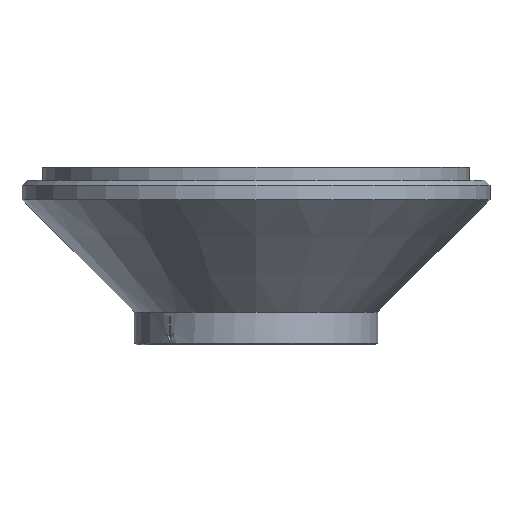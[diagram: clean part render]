
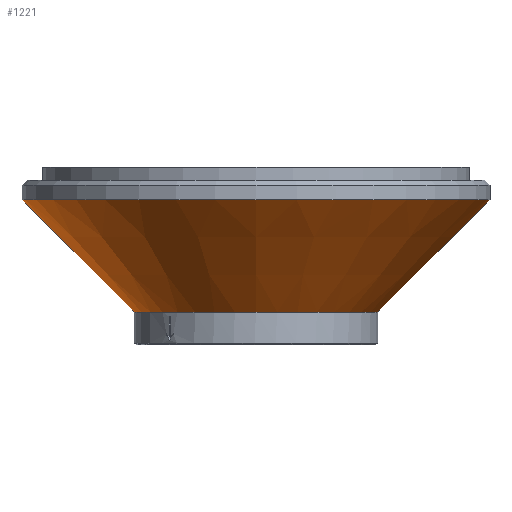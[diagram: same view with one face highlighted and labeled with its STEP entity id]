
A CAD part, front view. The second image highlights one B-rep face of the part: STEP entity #1221.
In plain terms, the highlighted conical face has half-angle 45 degrees and reference radius 25 mm.
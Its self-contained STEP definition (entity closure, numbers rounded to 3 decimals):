
#40=CONICAL_SURFACE('',#1300,25.,0.785);
#64=CIRCLE('',#1280,35.5);
#65=CIRCLE('',#1281,35.5);
#76=CIRCLE('',#1301,18.5);
#77=CIRCLE('',#1302,18.5);
#111=LINE('',#3543,#168);
#168=VECTOR('',#1420,25.);
#249=FACE_OUTER_BOUND('',#327,.T.);
#327=EDGE_LOOP('',(#956,#957,#958,#959,#960,#961));
#511=VERTEX_POINT('',#3348);
#512=VERTEX_POINT('',#3350);
#522=VERTEX_POINT('',#3542);
#523=VERTEX_POINT('',#3544);
#657=EDGE_CURVE('',#512,#511,#64,.T.);
#658=EDGE_CURVE('',#511,#512,#65,.T.);
#675=EDGE_CURVE('',#512,#522,#111,.T.);
#676=EDGE_CURVE('',#523,#522,#76,.T.);
#677=EDGE_CURVE('',#522,#523,#77,.T.);
#956=ORIENTED_EDGE('',*,*,#657,.T.);
#957=ORIENTED_EDGE('',*,*,#658,.T.);
#958=ORIENTED_EDGE('',*,*,#675,.T.);
#959=ORIENTED_EDGE('',*,*,#676,.F.);
#960=ORIENTED_EDGE('',*,*,#677,.F.);
#961=ORIENTED_EDGE('',*,*,#675,.F.);
#1221=ADVANCED_FACE('',(#249),#40,.T.);
#1280=AXIS2_PLACEMENT_3D('',#3351,#1373,#1374);
#1281=AXIS2_PLACEMENT_3D('',#3352,#1375,#1376);
#1300=AXIS2_PLACEMENT_3D('',#3541,#1418,#1419);
#1301=AXIS2_PLACEMENT_3D('',#3545,#1421,#1422);
#1302=AXIS2_PLACEMENT_3D('',#3546,#1423,#1424);
#1373=DIRECTION('center_axis',(0.,0.,-1.));
#1374=DIRECTION('ref_axis',(1.,0.,0.));
#1375=DIRECTION('center_axis',(0.,0.,-1.));
#1376=DIRECTION('ref_axis',(1.,0.,0.));
#1418=DIRECTION('center_axis',(0.,0.,1.));
#1419=DIRECTION('ref_axis',(0.,1.,0.));
#1420=DIRECTION('',(0.,0.707,-0.707));
#1421=DIRECTION('center_axis',(0.,0.,-1.));
#1422=DIRECTION('ref_axis',(1.,0.,0.));
#1423=DIRECTION('center_axis',(0.,0.,-1.));
#1424=DIRECTION('ref_axis',(1.,0.,0.));
#3348=CARTESIAN_POINT('',(35.5,0.,2.));
#3350=CARTESIAN_POINT('',(0.,-35.5,2.));
#3351=CARTESIAN_POINT('Origin',(0.,0.,2.));
#3352=CARTESIAN_POINT('Origin',(0.,0.,2.));
#3541=CARTESIAN_POINT('Origin',(0.,0.,-8.5));
#3542=CARTESIAN_POINT('',(0.,-18.5,-15.));
#3543=CARTESIAN_POINT('',(0.,-25.,-8.5));
#3544=CARTESIAN_POINT('',(-18.5,0.,-15.));
#3545=CARTESIAN_POINT('Origin',(0.,0.,-15.));
#3546=CARTESIAN_POINT('Origin',(0.,0.,-15.));
